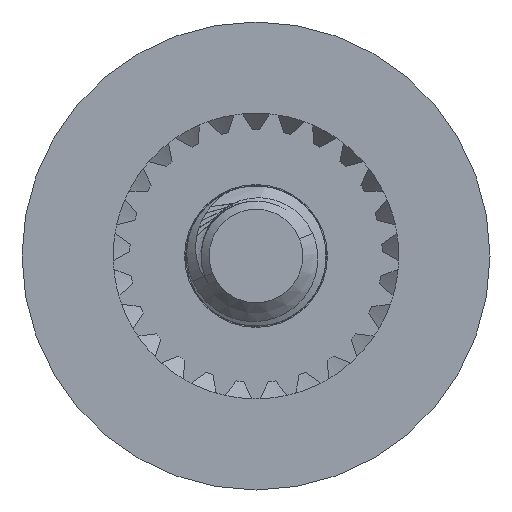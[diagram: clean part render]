
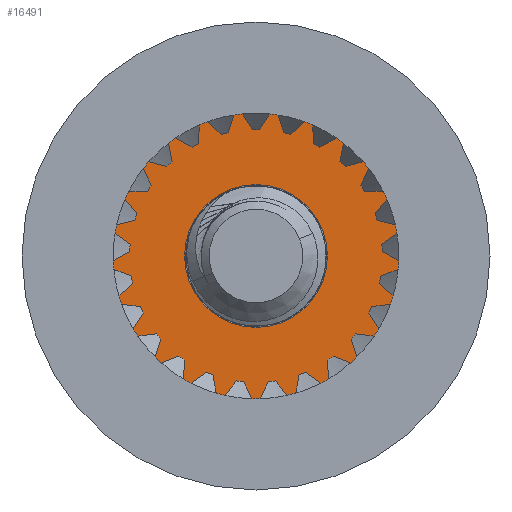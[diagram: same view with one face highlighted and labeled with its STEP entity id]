
A CAD part, front view. The second image highlights one B-rep face of the part: STEP entity #16491.
In plain terms, the highlighted planar face has unit normal (0, -1, 0).
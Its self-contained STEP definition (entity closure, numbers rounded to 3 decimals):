
#255 = DIRECTION ( 'NONE',  ( 0., 1., 0. ) ) ;
#363 = DIRECTION ( 'NONE',  ( 0., 0., 1. ) ) ;
#364 = AXIS2_PLACEMENT_3D ( 'NONE', #992, #28080, #13341 ) ;
#992 = CARTESIAN_POINT ( 'NONE',  ( 0., 3.5, 0. ) ) ;
#3303 = CIRCLE ( 'NONE', #5474, 1.525 ) ;
#3427 = AXIS2_PLACEMENT_3D ( 'NONE', #25648, #10915, #8244 ) ;
#3891 = FACE_BOUND ( 'NONE', #22763, .T. ) ;
#5353 = CARTESIAN_POINT ( 'NONE',  ( 0., 3.5, -1.525 ) ) ;
#5474 = AXIS2_PLACEMENT_3D ( 'NONE', #30827, #10986, #18605 ) ;
#5492 = CIRCLE ( 'NONE', #14767, 1.525 ) ;
#8244 = DIRECTION ( 'NONE',  ( 0., 0., 1. ) ) ;
#8249 = ORIENTED_EDGE ( 'NONE', *, *, #26450, .T. ) ;
#9724 = EDGE_CURVE ( 'NONE', #28052, #22318, #17071, .T. ) ;
#10248 = CARTESIAN_POINT ( 'NONE',  ( 0., 3.5, 1.525 ) ) ;
#10887 = EDGE_CURVE ( 'NONE', #22318, #28052, #29284, .T. ) ;
#10915 = DIRECTION ( 'NONE',  ( 0., 1., 0. ) ) ;
#10986 = DIRECTION ( 'NONE',  ( 0., 1., 0. ) ) ;
#11245 = ORIENTED_EDGE ( 'NONE', *, *, #20329, .T. ) ;
#11412 = CARTESIAN_POINT ( 'NONE',  ( 0., 3.5, 3.4 ) ) ;
#12166 = ORIENTED_EDGE ( 'NONE', *, *, #10887, .F. ) ;
#12594 = CARTESIAN_POINT ( 'NONE',  ( 0., 3.5, 0. ) ) ;
#12728 = PLANE ( 'NONE',  #30704 ) ;
#13341 = DIRECTION ( 'NONE',  ( 0., 0., 1. ) ) ;
#14767 = AXIS2_PLACEMENT_3D ( 'NONE', #12594, #255, #363 ) ;
#14858 = CARTESIAN_POINT ( 'NONE',  ( 0., 3.5, -3.4 ) ) ;
#15496 = DIRECTION ( 'NONE',  ( 0., 1., 0. ) ) ;
#16491 = ADVANCED_FACE ( 'NONE', ( #3891, #28832 ), #12728, .F. ) ;
#17071 = CIRCLE ( 'NONE', #364, 3.4 ) ;
#17995 = DIRECTION ( 'NONE',  ( 0., 0., 1. ) ) ;
#18605 = DIRECTION ( 'NONE',  ( 0., 0., 1. ) ) ;
#19033 = ORIENTED_EDGE ( 'NONE', *, *, #9724, .F. ) ;
#20329 = EDGE_CURVE ( 'NONE', #21878, #24468, #5492, .T. ) ;
#21878 = VERTEX_POINT ( 'NONE', #5353 ) ;
#22318 = VERTEX_POINT ( 'NONE', #11412 ) ;
#22763 = EDGE_LOOP ( 'NONE', ( #11245, #8249 ) ) ;
#24468 = VERTEX_POINT ( 'NONE', #10248 ) ;
#25648 = CARTESIAN_POINT ( 'NONE',  ( 0., 3.5, 0. ) ) ;
#26450 = EDGE_CURVE ( 'NONE', #24468, #21878, #3303, .T. ) ;
#28052 = VERTEX_POINT ( 'NONE', #14858 ) ;
#28080 = DIRECTION ( 'NONE',  ( 0., 1., 0. ) ) ;
#28832 = FACE_OUTER_BOUND ( 'NONE', #31627, .T. ) ;
#29284 = CIRCLE ( 'NONE', #3427, 3.4 ) ;
#29893 = CARTESIAN_POINT ( 'NONE',  ( 0., 3.5, 0. ) ) ;
#30704 = AXIS2_PLACEMENT_3D ( 'NONE', #29893, #15496, #17995 ) ;
#30827 = CARTESIAN_POINT ( 'NONE',  ( 0., 3.5, 0. ) ) ;
#31627 = EDGE_LOOP ( 'NONE', ( #19033, #12166 ) ) ;
